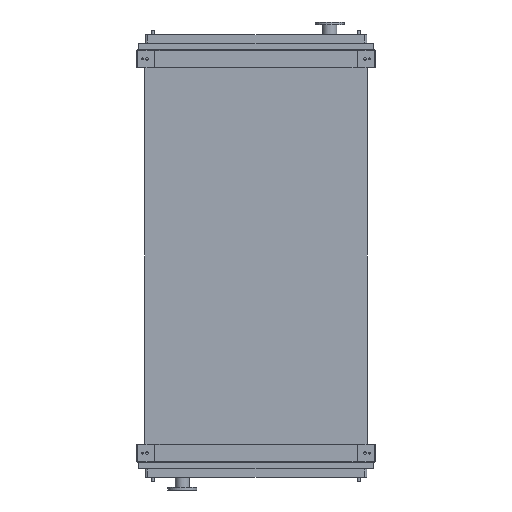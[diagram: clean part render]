
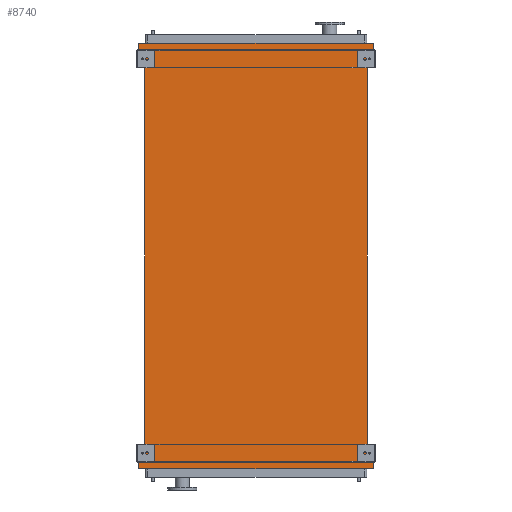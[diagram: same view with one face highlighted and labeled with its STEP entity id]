
A CAD part, front view. The second image highlights one B-rep face of the part: STEP entity #8740.
In plain terms, the highlighted planar face has unit normal (0, -1, 0).
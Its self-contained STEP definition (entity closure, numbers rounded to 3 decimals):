
#109 = EDGE_CURVE ( 'NONE', #24447, #1294, #8914, .T. ) ;
#152 = EDGE_CURVE ( 'NONE', #1400, #24447, #12855, .T. ) ;
#271 = EDGE_CURVE ( 'NONE', #19628, #1400, #11666, .T. ) ;
#294 = CARTESIAN_POINT ( 'NONE',  ( -891., 0., -3103. ) ) ;
#427 = EDGE_CURVE ( 'NONE', #8760, #19628, #23597, .T. ) ;
#570 = EDGE_CURVE ( 'NONE', #17820, #8760, #6645, .T. ) ;
#714 = LINE ( 'NONE', #6601, #5320 ) ;
#715 = ORIENTED_EDGE ( 'NONE', *, *, #19480, .F. ) ;
#1083 = VECTOR ( 'NONE', #6415, 1000. ) ;
#1294 = VERTEX_POINT ( 'NONE', #13276 ) ;
#1400 = VERTEX_POINT ( 'NONE', #11230 ) ;
#1955 = ORIENTED_EDGE ( 'NONE', *, *, #271, .F. ) ;
#2168 = CARTESIAN_POINT ( 'NONE',  ( -891., 0., 53. ) ) ;
#3171 = CARTESIAN_POINT ( 'NONE',  ( 891., 0., -3145. ) ) ;
#3187 = ORIENTED_EDGE ( 'NONE', *, *, #570, .F. ) ;
#3494 = ORIENTED_EDGE ( 'NONE', *, *, #22891, .T. ) ;
#4116 = ORIENTED_EDGE ( 'NONE', *, *, #23535, .F. ) ;
#4517 = FACE_OUTER_BOUND ( 'NONE', #12493, .T. ) ;
#4720 = VECTOR ( 'NONE', #6191, 1000. ) ;
#5320 = VECTOR ( 'NONE', #6602, 1000. ) ;
#6191 = DIRECTION ( 'NONE',  ( -0.655, 0., 0.755 ) ) ;
#6273 = CARTESIAN_POINT ( 'NONE',  ( -845., 0., 0. ) ) ;
#6415 = DIRECTION ( 'NONE',  ( -1., 0., 0. ) ) ;
#6601 = CARTESIAN_POINT ( 'NONE',  ( -891., 0., 53. ) ) ;
#6602 = DIRECTION ( 'NONE',  ( 0., 0., 1. ) ) ;
#6645 = LINE ( 'NONE', #9399, #11351 ) ;
#7613 = VECTOR ( 'NONE', #23541, 1000. ) ;
#7751 = CARTESIAN_POINT ( 'NONE',  ( 845., 0., -3050. ) ) ;
#8740 = ADVANCED_FACE ( 'NONE', ( #4517 ), #16282, .T. ) ;
#8760 = VERTEX_POINT ( 'NONE', #16113 ) ;
#8914 = LINE ( 'NONE', #22124, #23333 ) ;
#9002 = CARTESIAN_POINT ( 'NONE',  ( 891., 0., -3145. ) ) ;
#9399 = CARTESIAN_POINT ( 'NONE',  ( 845., 0., -3050. ) ) ;
#9407 = CARTESIAN_POINT ( 'NONE',  ( 891., 0., 95. ) ) ;
#9823 = VERTEX_POINT ( 'NONE', #13614 ) ;
#10085 = ORIENTED_EDGE ( 'NONE', *, *, #23604, .F. ) ;
#10251 = DIRECTION ( 'NONE',  ( 0., 0., 1. ) ) ;
#10282 = CARTESIAN_POINT ( 'NONE',  ( -845., 0., -3050. ) ) ;
#10569 = LINE ( 'NONE', #16532, #15552 ) ;
#10761 = DIRECTION ( 'NONE',  ( 0., 0., -1. ) ) ;
#10818 = CARTESIAN_POINT ( 'NONE',  ( 891., 0., 95. ) ) ;
#11230 = CARTESIAN_POINT ( 'NONE',  ( -891., 0., -3145. ) ) ;
#11351 = VECTOR ( 'NONE', #13358, 1000. ) ;
#11666 = LINE ( 'NONE', #9002, #1083 ) ;
#12448 = CARTESIAN_POINT ( 'NONE',  ( 891., 0., 53. ) ) ;
#12467 = LINE ( 'NONE', #10818, #16800 ) ;
#12493 = EDGE_LOOP ( 'NONE', ( #3494, #4116, #10085, #15122, #20175, #20741, #715, #16824, #21861, #1955, #22427, #3187 ) ) ;
#12531 = DIRECTION ( 'NONE',  ( -0.655, 0., -0.755 ) ) ;
#12855 = LINE ( 'NONE', #18444, #7613 ) ;
#12889 = AXIS2_PLACEMENT_3D ( 'NONE', #16445, #16180, #16163 ) ;
#13143 = VECTOR ( 'NONE', #21578, 1000. ) ;
#13276 = CARTESIAN_POINT ( 'NONE',  ( -845., 0., -3050. ) ) ;
#13358 = DIRECTION ( 'NONE',  ( 0.655, 0., -0.755 ) ) ;
#13614 = CARTESIAN_POINT ( 'NONE',  ( -891., 0., 95. ) ) ;
#13685 = VECTOR ( 'NONE', #10251, 1000. ) ;
#14237 = LINE ( 'NONE', #12448, #18604 ) ;
#14285 = VECTOR ( 'NONE', #21987, 1000. ) ;
#15122 = ORIENTED_EDGE ( 'NONE', *, *, #17613, .F. ) ;
#15552 = VECTOR ( 'NONE', #16427, 1000. ) ;
#15764 = CARTESIAN_POINT ( 'NONE',  ( 845., 0., 0. ) ) ;
#16113 = CARTESIAN_POINT ( 'NONE',  ( 891., 0., -3103. ) ) ;
#16163 = DIRECTION ( 'NONE',  ( 0., 0., -1. ) ) ;
#16180 = DIRECTION ( 'NONE',  ( 0., -1., 0. ) ) ;
#16282 = PLANE ( 'NONE',  #12889 ) ;
#16427 = DIRECTION ( 'NONE',  ( 1., 0., 0. ) ) ;
#16445 = CARTESIAN_POINT ( 'NONE',  ( -845., 0., -3050. ) ) ;
#16532 = CARTESIAN_POINT ( 'NONE',  ( -891., 0., 95. ) ) ;
#16800 = VECTOR ( 'NONE', #10761, 1000. ) ;
#16824 = ORIENTED_EDGE ( 'NONE', *, *, #109, .F. ) ;
#16951 = VERTEX_POINT ( 'NONE', #2168 ) ;
#17613 = EDGE_CURVE ( 'NONE', #9823, #22486, #10569, .T. ) ;
#17820 = VERTEX_POINT ( 'NONE', #7751 ) ;
#18092 = CARTESIAN_POINT ( 'NONE',  ( 891., 0., -3103. ) ) ;
#18444 = CARTESIAN_POINT ( 'NONE',  ( -891., 0., -3145. ) ) ;
#18604 = VECTOR ( 'NONE', #12531, 1000. ) ;
#18920 = CARTESIAN_POINT ( 'NONE',  ( -845., 0., 0. ) ) ;
#19333 = VERTEX_POINT ( 'NONE', #15764 ) ;
#19480 = EDGE_CURVE ( 'NONE', #1294, #22287, #20479, .T. ) ;
#19628 = VERTEX_POINT ( 'NONE', #3171 ) ;
#20174 = LINE ( 'NONE', #6273, #4720 ) ;
#20175 = ORIENTED_EDGE ( 'NONE', *, *, #23830, .F. ) ;
#20479 = LINE ( 'NONE', #10282, #13685 ) ;
#20741 = ORIENTED_EDGE ( 'NONE', *, *, #23861, .F. ) ;
#21573 = DIRECTION ( 'NONE',  ( 0.655, 0., 0.755 ) ) ;
#21578 = DIRECTION ( 'NONE',  ( 0., 0., -1. ) ) ;
#21601 = VERTEX_POINT ( 'NONE', #24611 ) ;
#21671 = CARTESIAN_POINT ( 'NONE',  ( 845., 0., -3050. ) ) ;
#21861 = ORIENTED_EDGE ( 'NONE', *, *, #152, .F. ) ;
#21987 = DIRECTION ( 'NONE',  ( 0., 0., 1. ) ) ;
#22124 = CARTESIAN_POINT ( 'NONE',  ( -891., 0., -3103. ) ) ;
#22287 = VERTEX_POINT ( 'NONE', #18920 ) ;
#22427 = ORIENTED_EDGE ( 'NONE', *, *, #427, .F. ) ;
#22486 = VERTEX_POINT ( 'NONE', #9407 ) ;
#22891 = EDGE_CURVE ( 'NONE', #17820, #19333, #24655, .T. ) ;
#23333 = VECTOR ( 'NONE', #21573, 1000. ) ;
#23535 = EDGE_CURVE ( 'NONE', #21601, #19333, #14237, .T. ) ;
#23541 = DIRECTION ( 'NONE',  ( 0., 0., 1. ) ) ;
#23597 = LINE ( 'NONE', #18092, #13143 ) ;
#23604 = EDGE_CURVE ( 'NONE', #22486, #21601, #12467, .T. ) ;
#23830 = EDGE_CURVE ( 'NONE', #16951, #9823, #714, .T. ) ;
#23861 = EDGE_CURVE ( 'NONE', #22287, #16951, #20174, .T. ) ;
#24447 = VERTEX_POINT ( 'NONE', #294 ) ;
#24611 = CARTESIAN_POINT ( 'NONE',  ( 891., 0., 53. ) ) ;
#24655 = LINE ( 'NONE', #21671, #14285 ) ;
